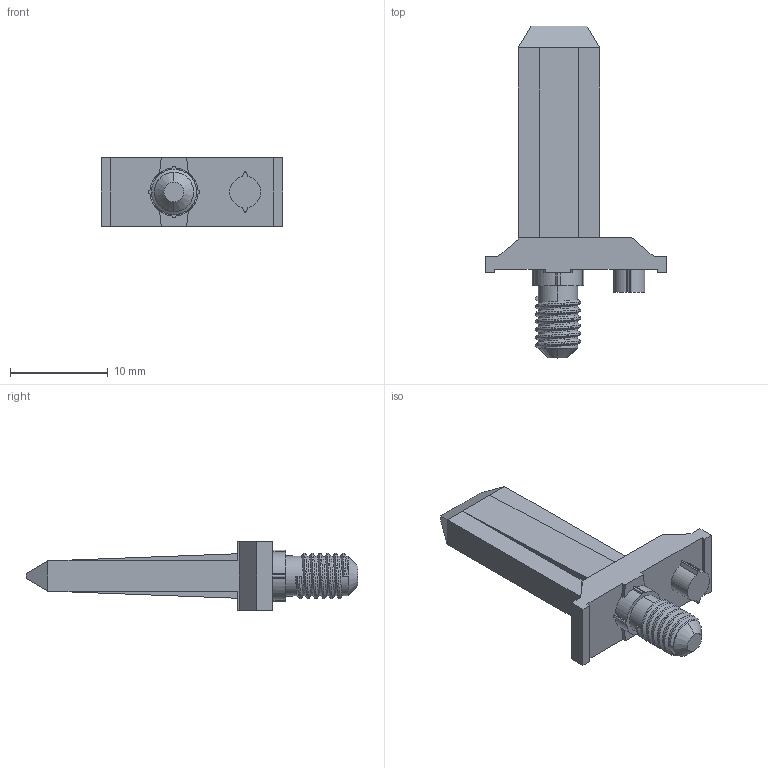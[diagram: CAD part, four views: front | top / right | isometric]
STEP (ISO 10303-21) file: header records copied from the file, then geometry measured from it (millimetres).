
FILE_DESCRIPTION (( 'STEP AP214' ), '1' );
FILE_NAME ('EGBM-VT-1-25.3-20.step', '2017-07-24T08:43:34', ( '' ), ( '' ), 'SwSTEP 2.0', 'SolidWorks 2014', '' );
FILE_SCHEMA (( 'AUTOMOTIVE_DESIGN' ));
Length unit declared in the file: millimetre
Products named in the file (1): EGBM-VT-1-25.3-20
Bounding box: 18.6 x 34.02 x 7.05 mm (x, y, z)
Volume: 1107.7 mm3; surface area: 1067.6 mm2
Topology: 1 solids, 1 shells, 88 faces, 240 edges, 156 vertices
Faces by surface type: plane 55, cylinder 28, bspline 3, cone 2
Entity records: 3648 total; most frequent: CARTESIAN_POINT 1448, ORIENTED_EDGE 480, DIRECTION 423, EDGE_CURVE 240, VECTOR 173, LINE 173, VERTEX_POINT 156, AXIS2_PLACEMENT_3D 125
